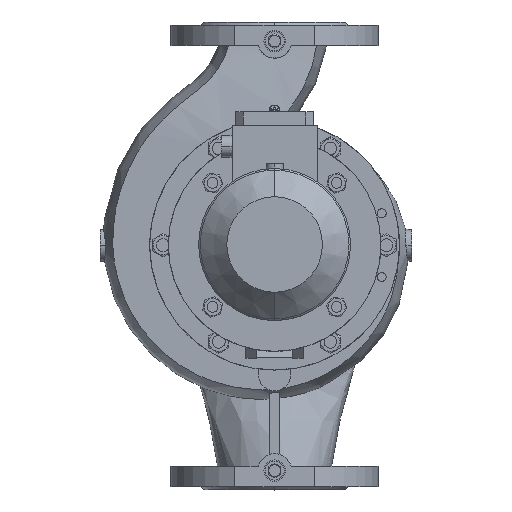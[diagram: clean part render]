
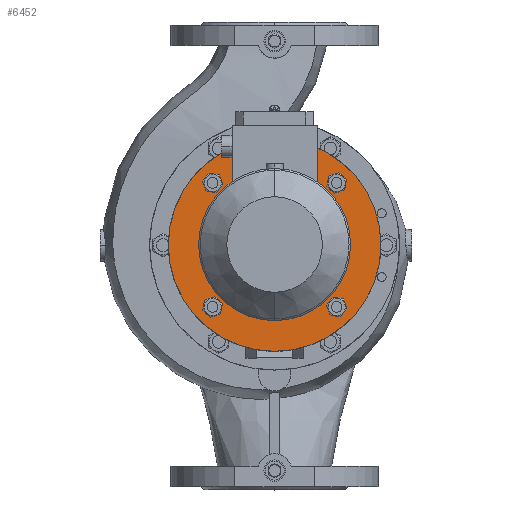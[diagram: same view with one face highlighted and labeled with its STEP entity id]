
A CAD part, top view. The second image highlights one B-rep face of the part: STEP entity #6452.
In plain terms, the highlighted planar face has unit normal (0, 0, 1).
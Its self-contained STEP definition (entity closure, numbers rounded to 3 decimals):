
#298 = DIRECTION ( 'NONE',  ( 0., 0., -1. ) ) ;
#662 = ORIENTED_EDGE ( 'NONE', *, *, #10475, .T. ) ;
#1423 = FACE_OUTER_BOUND ( 'NONE', #33376, .T. ) ;
#1837 = DIRECTION ( 'NONE',  ( 0., -1., 0. ) ) ;
#1875 = AXIS2_PLACEMENT_3D ( 'NONE', #30916, #22916, #15135 ) ;
#2079 = DIRECTION ( 'NONE',  ( 0., 0., -1. ) ) ;
#2971 = AXIS2_PLACEMENT_3D ( 'NONE', #29101, #5865, #24052 ) ;
#3041 = FACE_BOUND ( 'NONE', #29758, .T. ) ;
#3451 = AXIS2_PLACEMENT_3D ( 'NONE', #4865, #22926, #32718 ) ;
#4503 = DIRECTION ( 'NONE',  ( 0., 0., -1. ) ) ;
#4581 = AXIS2_PLACEMENT_3D ( 'NONE', #27317, #11866, #1837 ) ;
#4733 = CARTESIAN_POINT ( 'NONE',  ( 0., 0., 176. ) ) ;
#4865 = CARTESIAN_POINT ( 'NONE',  ( 0., 0., 176. ) ) ;
#5818 = CARTESIAN_POINT ( 'NONE',  ( -58.336, 58.336, 176. ) ) ;
#5865 = DIRECTION ( 'NONE',  ( 0., 0., 1. ) ) ;
#6135 = DIRECTION ( 'NONE',  ( 0., -1., 0. ) ) ;
#6149 = CARTESIAN_POINT ( 'NONE',  ( 58.336, 58.336, 176. ) ) ;
#6187 = CIRCLE ( 'NONE', #16247, 8.075 ) ;
#6242 = CIRCLE ( 'NONE', #20298, 8.075 ) ;
#6289 = AXIS2_PLACEMENT_3D ( 'NONE', #24918, #30783, #10476 ) ;
#6452 = ADVANCED_FACE ( 'NONE', ( #10702, #3041, #17996, #14748, #23240, #1423 ), #8648, .T. ) ;
#6465 = CIRCLE ( 'NONE', #31231, 70. ) ;
#6770 = EDGE_LOOP ( 'NONE', ( #24641, #13581 ) ) ;
#7056 = CARTESIAN_POINT ( 'NONE',  ( 56.934, 50.384, 176. ) ) ;
#7661 = VERTEX_POINT ( 'NONE', #9754 ) ;
#8227 = VERTEX_POINT ( 'NONE', #22140 ) ;
#8314 = CARTESIAN_POINT ( 'NONE',  ( -58.336, -58.336, 176. ) ) ;
#8529 = DIRECTION ( 'NONE',  ( 0., 0., -1. ) ) ;
#8648 = PLANE ( 'NONE',  #20533 ) ;
#9261 = VERTEX_POINT ( 'NONE', #7056 ) ;
#9481 = ORIENTED_EDGE ( 'NONE', *, *, #18862, .T. ) ;
#9754 = CARTESIAN_POINT ( 'NONE',  ( 0., 100., 176. ) ) ;
#9767 = ORIENTED_EDGE ( 'NONE', *, *, #10429, .F. ) ;
#9840 = CIRCLE ( 'NONE', #28106, 8.075 ) ;
#10429 = EDGE_CURVE ( 'NONE', #26990, #21839, #23407, .T. ) ;
#10475 = EDGE_CURVE ( 'NONE', #9261, #26875, #16145, .T. ) ;
#10476 = DIRECTION ( 'NONE',  ( 0., -1., 0. ) ) ;
#10697 = DIRECTION ( 'NONE',  ( 0., -1., 0. ) ) ;
#10702 = FACE_BOUND ( 'NONE', #6770, .T. ) ;
#10764 = VERTEX_POINT ( 'NONE', #18302 ) ;
#11017 = CIRCLE ( 'NONE', #2971, 8.075 ) ;
#11266 = CARTESIAN_POINT ( 'NONE',  ( 0., 100., 176. ) ) ;
#11866 = DIRECTION ( 'NONE',  ( 0., 0., 1. ) ) ;
#12787 = EDGE_CURVE ( 'NONE', #20747, #8227, #22833, .T. ) ;
#12838 = CIRCLE ( 'NONE', #32356, 8.075 ) ;
#12911 = ORIENTED_EDGE ( 'NONE', *, *, #31852, .T. ) ;
#13169 = EDGE_LOOP ( 'NONE', ( #12911, #16061 ) ) ;
#13308 = AXIS2_PLACEMENT_3D ( 'NONE', #30736, #298, #15509 ) ;
#13424 = VERTEX_POINT ( 'NONE', #32321 ) ;
#13581 = ORIENTED_EDGE ( 'NONE', *, *, #23700, .T. ) ;
#14070 = EDGE_CURVE ( 'NONE', #7661, #13424, #33266, .T. ) ;
#14074 = DIRECTION ( 'NONE',  ( 0., 0., 1. ) ) ;
#14748 = FACE_BOUND ( 'NONE', #33067, .T. ) ;
#14873 = EDGE_CURVE ( 'NONE', #21839, #26990, #11017, .T. ) ;
#14942 = VERTEX_POINT ( 'NONE', #18969 ) ;
#15135 = DIRECTION ( 'NONE',  ( 0., 1., 0. ) ) ;
#15262 = CARTESIAN_POINT ( 'NONE',  ( -66.289, 59.739, 176. ) ) ;
#15509 = DIRECTION ( 'NONE',  ( 0., 1., 0. ) ) ;
#16061 = ORIENTED_EDGE ( 'NONE', *, *, #12787, .T. ) ;
#16082 = CARTESIAN_POINT ( 'NONE',  ( 50.384, -56.934, 176. ) ) ;
#16111 = DIRECTION ( 'NONE',  ( 0., -1., 0. ) ) ;
#16145 = CIRCLE ( 'NONE', #6289, 8.075 ) ;
#16247 = AXIS2_PLACEMENT_3D ( 'NONE', #6149, #23672, #31114 ) ;
#16405 = VERTEX_POINT ( 'NONE', #28205 ) ;
#17253 = EDGE_CURVE ( 'NONE', #10764, #14942, #6242, .T. ) ;
#17533 = DIRECTION ( 'NONE',  ( 0., -1., 0. ) ) ;
#17620 = CARTESIAN_POINT ( 'NONE',  ( 0., -70., 176. ) ) ;
#17996 = FACE_BOUND ( 'NONE', #28367, .T. ) ;
#18172 = VERTEX_POINT ( 'NONE', #15262 ) ;
#18302 = CARTESIAN_POINT ( 'NONE',  ( -59.739, -66.289, 176. ) ) ;
#18862 = EDGE_CURVE ( 'NONE', #26875, #9261, #6187, .T. ) ;
#18969 = CARTESIAN_POINT ( 'NONE',  ( -56.934, -50.384, 176. ) ) ;
#19399 = DIRECTION ( 'NONE',  ( 0., 0., 1. ) ) ;
#20122 = CARTESIAN_POINT ( 'NONE',  ( -58.336, 58.336, 176. ) ) ;
#20298 = AXIS2_PLACEMENT_3D ( 'NONE', #8314, #28730, #10697 ) ;
#20418 = DIRECTION ( 'NONE',  ( 0., 1., 0. ) ) ;
#20533 = AXIS2_PLACEMENT_3D ( 'NONE', #11266, #19399, #29742 ) ;
#20747 = VERTEX_POINT ( 'NONE', #17620 ) ;
#21839 = VERTEX_POINT ( 'NONE', #25750 ) ;
#22140 = CARTESIAN_POINT ( 'NONE',  ( 0., 70., 176. ) ) ;
#22436 = CIRCLE ( 'NONE', #3451, 100. ) ;
#22684 = ORIENTED_EDGE ( 'NONE', *, *, #14873, .F. ) ;
#22833 = CIRCLE ( 'NONE', #13308, 70. ) ;
#22916 = DIRECTION ( 'NONE',  ( 0., 0., -1. ) ) ;
#22926 = DIRECTION ( 'NONE',  ( 0., 0., -1. ) ) ;
#23240 = FACE_BOUND ( 'NONE', #13169, .T. ) ;
#23407 = CIRCLE ( 'NONE', #4581, 8.075 ) ;
#23672 = DIRECTION ( 'NONE',  ( 0., 0., -1. ) ) ;
#23700 = EDGE_CURVE ( 'NONE', #18172, #16405, #12838, .T. ) ;
#23722 = ORIENTED_EDGE ( 'NONE', *, *, #17253, .F. ) ;
#23898 = CARTESIAN_POINT ( 'NONE',  ( -58.336, -58.336, 176. ) ) ;
#24052 = DIRECTION ( 'NONE',  ( 0., -1., 0. ) ) ;
#24478 = ORIENTED_EDGE ( 'NONE', *, *, #14070, .F. ) ;
#24641 = ORIENTED_EDGE ( 'NONE', *, *, #28239, .T. ) ;
#24918 = CARTESIAN_POINT ( 'NONE',  ( 58.336, 58.336, 176. ) ) ;
#24961 = ORIENTED_EDGE ( 'NONE', *, *, #27305, .F. ) ;
#25750 = CARTESIAN_POINT ( 'NONE',  ( 66.289, -59.739, 176. ) ) ;
#26875 = VERTEX_POINT ( 'NONE', #31913 ) ;
#26990 = VERTEX_POINT ( 'NONE', #16082 ) ;
#27305 = EDGE_CURVE ( 'NONE', #13424, #7661, #22436, .T. ) ;
#27317 = CARTESIAN_POINT ( 'NONE',  ( 58.336, -58.336, 176. ) ) ;
#28106 = AXIS2_PLACEMENT_3D ( 'NONE', #5818, #8529, #16111 ) ;
#28205 = CARTESIAN_POINT ( 'NONE',  ( -50.384, 56.934, 176. ) ) ;
#28239 = EDGE_CURVE ( 'NONE', #16405, #18172, #9840, .T. ) ;
#28367 = EDGE_LOOP ( 'NONE', ( #28981, #23722 ) ) ;
#28730 = DIRECTION ( 'NONE',  ( 0., 0., 1. ) ) ;
#28981 = ORIENTED_EDGE ( 'NONE', *, *, #31046, .F. ) ;
#29101 = CARTESIAN_POINT ( 'NONE',  ( 58.336, -58.336, 176. ) ) ;
#29539 = CIRCLE ( 'NONE', #32687, 8.075 ) ;
#29742 = DIRECTION ( 'NONE',  ( 0., -1., 0. ) ) ;
#29758 = EDGE_LOOP ( 'NONE', ( #662, #9481 ) ) ;
#30736 = CARTESIAN_POINT ( 'NONE',  ( 0., 0., 176. ) ) ;
#30783 = DIRECTION ( 'NONE',  ( 0., 0., -1. ) ) ;
#30916 = CARTESIAN_POINT ( 'NONE',  ( 0., 0., 176. ) ) ;
#31046 = EDGE_CURVE ( 'NONE', #14942, #10764, #29539, .T. ) ;
#31114 = DIRECTION ( 'NONE',  ( 0., -1., 0. ) ) ;
#31231 = AXIS2_PLACEMENT_3D ( 'NONE', #4733, #4503, #20418 ) ;
#31852 = EDGE_CURVE ( 'NONE', #8227, #20747, #6465, .T. ) ;
#31913 = CARTESIAN_POINT ( 'NONE',  ( 59.739, 66.289, 176. ) ) ;
#32321 = CARTESIAN_POINT ( 'NONE',  ( 0., -100., 176. ) ) ;
#32356 = AXIS2_PLACEMENT_3D ( 'NONE', #20122, #2079, #17533 ) ;
#32687 = AXIS2_PLACEMENT_3D ( 'NONE', #23898, #14074, #6135 ) ;
#32718 = DIRECTION ( 'NONE',  ( 0., 1., 0. ) ) ;
#33067 = EDGE_LOOP ( 'NONE', ( #9767, #22684 ) ) ;
#33266 = CIRCLE ( 'NONE', #1875, 100. ) ;
#33376 = EDGE_LOOP ( 'NONE', ( #24478, #24961 ) ) ;
